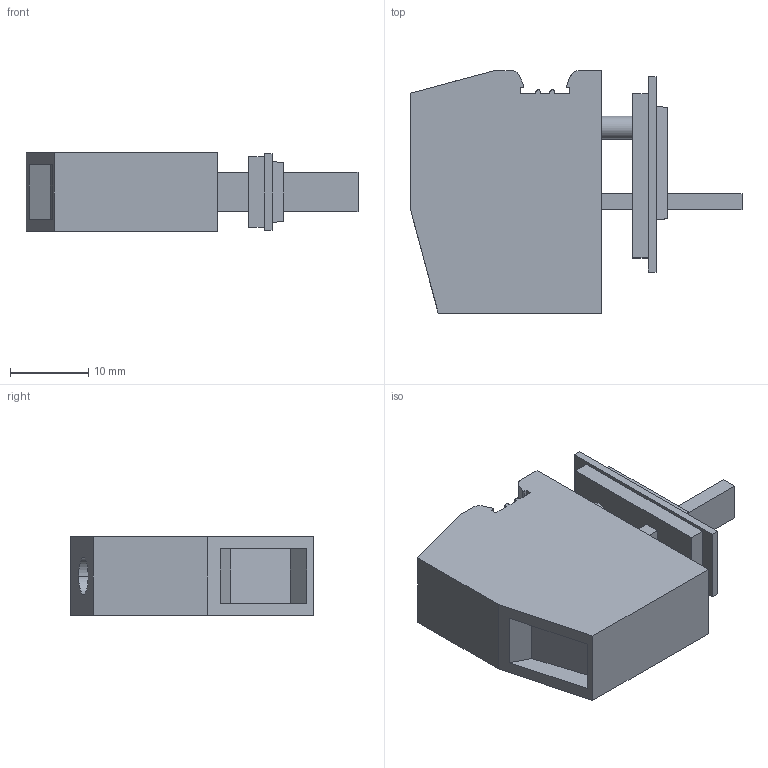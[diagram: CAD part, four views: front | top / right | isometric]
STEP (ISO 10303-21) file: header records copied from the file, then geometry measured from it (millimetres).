
FILE_DESCRIPTION(('SolidDesigner STEP Export'),'2;1');
FILE_NAME('0717050_HDFK_10_VP_Z_SELECT.stp','2008-10-22T11:10:44',(''),(''),'OneSpace Designer STEP processor for AP214 (Solid Model)','OneSpace Designer 14.50 18-Oct-2006 (C) CoCreate Software GmbH','');
FILE_SCHEMA(('AUTOMOTIVE_DESIGN { 1 0 10303 214 1 1 1 1 }'));
Length unit declared in the file: millimetre
Products named in the file (2): 0717050_HDFK_10_VP_Z_SELECT
Assembly tree (1 placements, depth 2):
  0717050_HDFK_10_VP_Z_SELECT
    0717050_HDFK_10_VP_Z_SELECT
Bounding box: 42.5 x 31 x 10.1 mm (x, y, z)
Volume: 7825 mm3; surface area: 3581.9 mm2
Topology: 1 solids, 1 shells, 67 faces, 174 edges, 116 vertices
Faces by surface type: plane 53, cylinder 14
Entity records: 2531 total; most frequent: ORIENTED_EDGE 348, CARTESIAN_POINT 341, DIRECTION 304, EDGE_CURVE 174, VECTOR 146, LINE 146, VERTEX_POINT 116, AXIS2_PLACEMENT_3D 79
